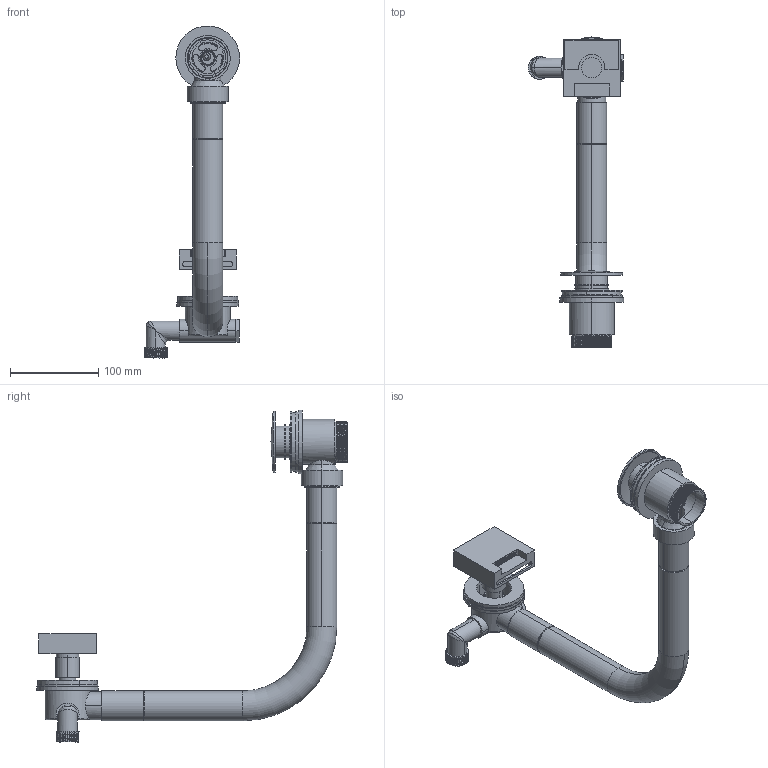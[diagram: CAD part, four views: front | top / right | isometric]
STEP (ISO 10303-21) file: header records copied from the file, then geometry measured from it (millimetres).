
FILE_DESCRIPTION (( 'STEP AP214' ), '1' );
FILE_NAME ('TO099_v10718.STEP', '2022-11-30T08:55:19', ( '' ), ( '' ), 'SwSTEP 2.0', 'SolidWorks 2019', '' );
FILE_SCHEMA (( 'AUTOMOTIVE_DESIGN' ));
Length unit declared in the file: millimetre
Products named in the file (1): TO099_v10718
Bounding box: 108.25 x 352.8 x 377.25 mm (x, y, z)
Volume: 275249 mm3; surface area: 264818.7 mm2
Topology: 12 solids, 12 shells, 660 faces, 1723 edges, 1122 vertices
Faces by surface type: cylinder 334, plane 230, torus 50, bspline 38, cone 6, sphere 2
Entity records: 51435 total; most frequent: CARTESIAN_POINT 28536, ORIENTED_EDGE 3426, DIRECTION 3011, EDGE_CURVE 1713, AXIS2_PLACEMENT_3D 1132, VERTEX_POINT 1120, EDGE_LOOP 795, VECTOR 747
